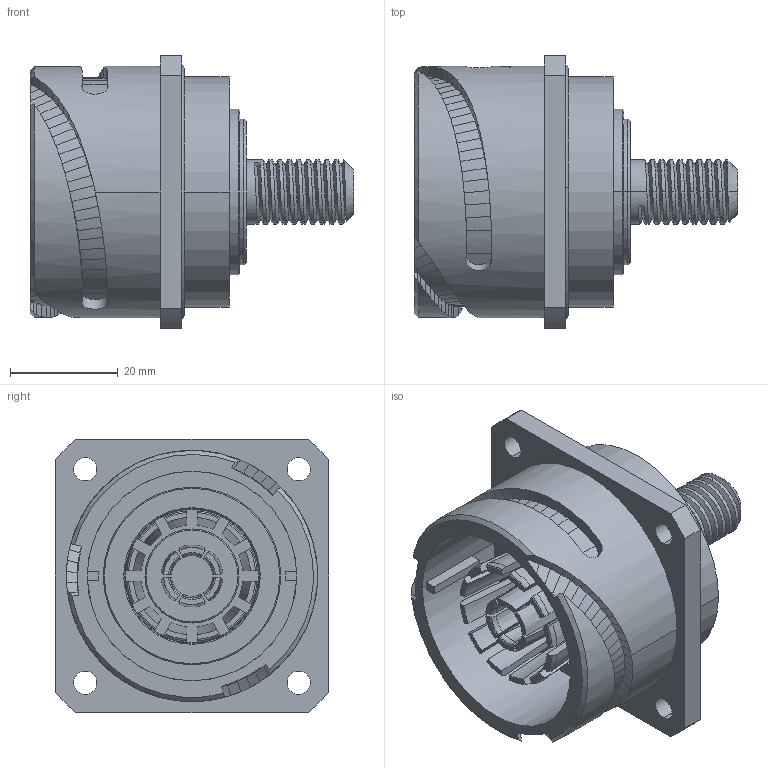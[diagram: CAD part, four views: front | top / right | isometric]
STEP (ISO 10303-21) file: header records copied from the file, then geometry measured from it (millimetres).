
FILE_DESCRIPTION((''),'2;1');
FILE_NAME('GCE3102E28M150S-B-T16_SW0001','2023-05-31T16:09:48',('paultorloting'),('NET AG system integration'),'CREO PARAMETRIC BY PTC INC, 2021404','CREO PARAMETRIC BY PTC INC, 2021404','');
FILE_SCHEMA(('AUTOMOTIVE_DESIGN { 1 0 10303 214 1 1 1 1 }'));
Length unit declared in the file: millimetre
Products named in the file (1): GCE3102E28M150S-B-T16_SW0001
Bounding box: 60.2 x 50.8 x 50.8 mm (x, y, z)
Volume: 43899.8 mm3; surface area: 21414.8 mm2
Topology: 1 solids, 1 shells, 509 faces, 1251 edges, 778 vertices
Faces by surface type: bspline 212, plane 115, cone 69, cylinder 63, torus 50
Entity records: 22158 total; most frequent: CARTESIAN_POINT 9045, ORIENTED_EDGE 2498, DIRECTION 1628, EDGE_CURVE 1249, VERTEX_POINT 778, AXIS2_PLACEMENT_3D 589, EDGE_LOOP 553, B_SPLINE_CURVE_WITH_KNOTS 521
